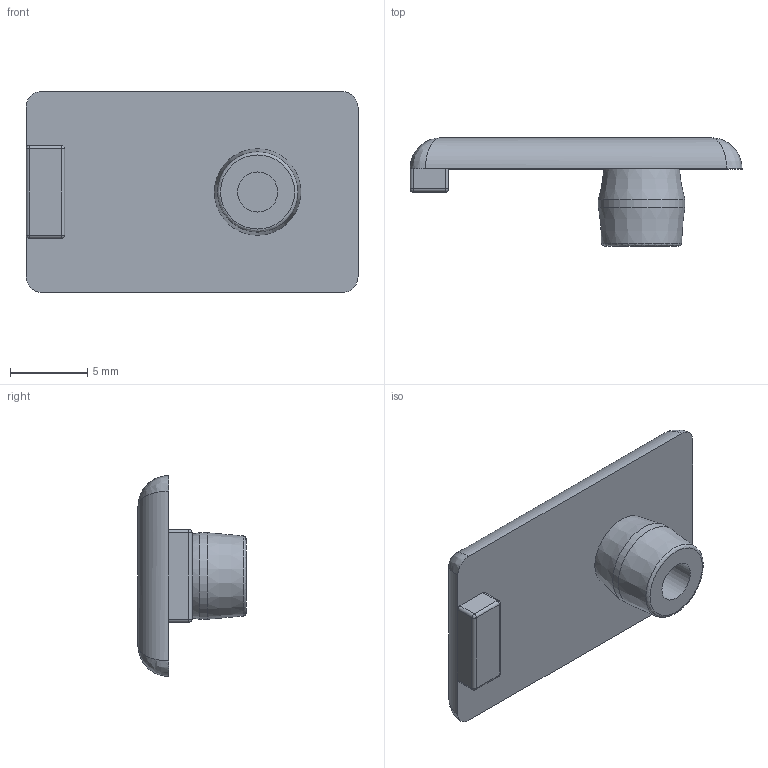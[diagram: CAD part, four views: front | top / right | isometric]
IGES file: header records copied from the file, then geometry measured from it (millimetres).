
Global section: file name: 221321.stp.ipt; native system: Autodesk Inventor 2014; preprocessor: unknown; author: zeman; date: 20151016.101528; units: millimetre
Bounding box: 21.5 x 7 x 13 mm (x, y, z)
Volume: 609.9 mm3; surface area: 781.9 mm2
Topology: 1 solids, 1 shells, 34 faces, 81 edges, 43 vertices
Faces by surface type: cylinder 13, plane 9, sphere 4, bspline 4, revolution 2, cone 2
Full cylindrical faces by diameter (mm): 5.6 x1
